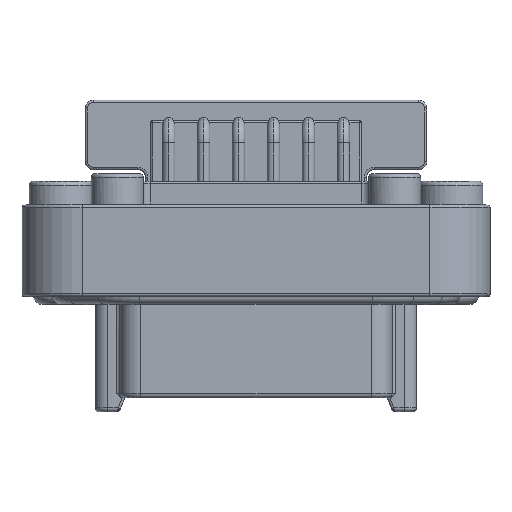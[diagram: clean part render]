
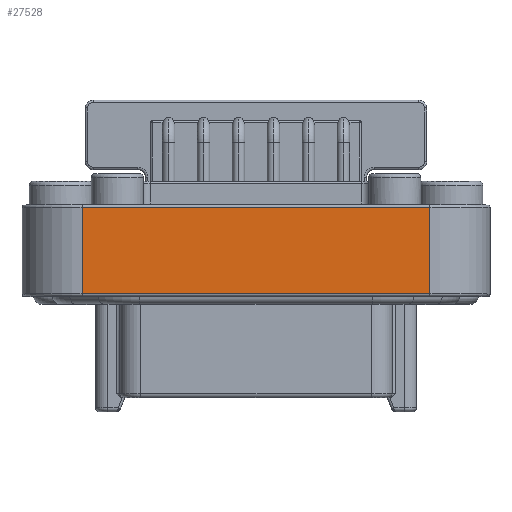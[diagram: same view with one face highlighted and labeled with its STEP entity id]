
A CAD part, top view. The second image highlights one B-rep face of the part: STEP entity #27528.
In plain terms, the highlighted planar face has unit normal (0, 0, 1).
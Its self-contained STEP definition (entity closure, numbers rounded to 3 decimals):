
#638=DIRECTION('',(1.,0.,0.));
#639=VECTOR('',#638,44.);
#640=CARTESIAN_POINT('',(-22.,19.59,17.625));
#641=LINE('',#640,#639);
#661=DIRECTION('',(0.,-1.,0.));
#662=VECTOR('',#661,10.96);
#663=CARTESIAN_POINT('',(-22.,30.55,17.625));
#664=LINE('',#663,#662);
#6454=DIRECTION('',(0.,1.,0.));
#6455=VECTOR('',#6454,10.96);
#6456=CARTESIAN_POINT('',(22.,19.59,17.625));
#6457=LINE('',#6456,#6455);
#6466=DIRECTION('',(-1.,0.,0.));
#6467=VECTOR('',#6466,44.);
#6468=CARTESIAN_POINT('',(22.,30.55,17.625));
#6469=LINE('',#6468,#6467);
#18456=CARTESIAN_POINT('',(22.,19.59,17.625));
#18457=VERTEX_POINT('',#18456);
#18458=CARTESIAN_POINT('',(-22.,19.59,17.625));
#18459=VERTEX_POINT('',#18458);
#18462=CARTESIAN_POINT('',(-22.,30.55,17.625));
#18463=VERTEX_POINT('',#18462);
#20258=CARTESIAN_POINT('',(22.,30.55,17.625));
#20259=VERTEX_POINT('',#20258);
#27516=CARTESIAN_POINT('',(-22.,19.29,17.625));
#27517=DIRECTION('',(0.,0.,1.));
#27518=DIRECTION('',(1.,0.,0.));
#27519=AXIS2_PLACEMENT_3D('',#27516,#27517,#27518);
#27520=PLANE('',#27519);
#27521=ORIENTED_EDGE('',*,*,#21043,.F.);
#27522=ORIENTED_EDGE('',*,*,#21072,.F.);
#27524=ORIENTED_EDGE('',*,*,#27523,.F.);
#27525=ORIENTED_EDGE('',*,*,#27509,.F.);
#27526=EDGE_LOOP('',(#27521,#27522,#27524,#27525));
#27527=FACE_OUTER_BOUND('',#27526,.F.);
#27528=ADVANCED_FACE('',(#27527),#27520,.T.);
#21043=EDGE_CURVE('',#18459,#18457,#641,.T.);
#21072=EDGE_CURVE('',#18463,#18459,#664,.T.);
#27509=EDGE_CURVE('',#18457,#20259,#6457,.T.);
#27523=EDGE_CURVE('',#20259,#18463,#6469,.T.);
